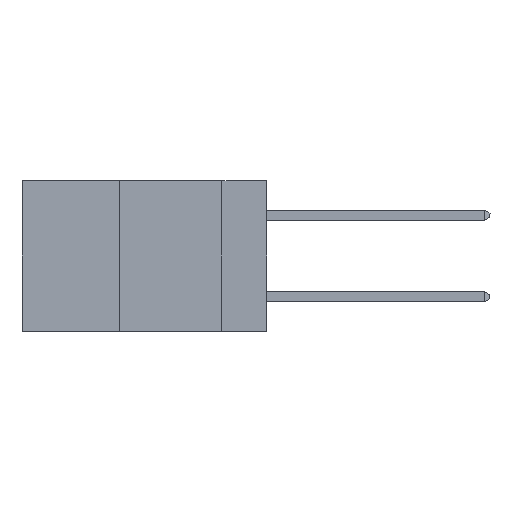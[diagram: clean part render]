
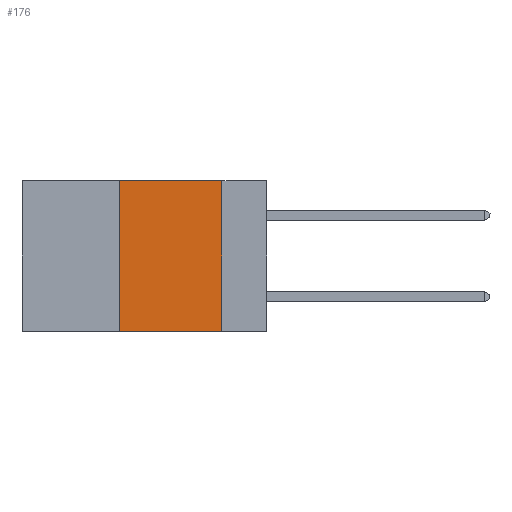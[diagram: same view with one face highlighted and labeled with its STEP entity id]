
A CAD part, left-side view. The second image highlights one B-rep face of the part: STEP entity #176.
In plain terms, the highlighted planar face has unit normal (-1, 0, 0).
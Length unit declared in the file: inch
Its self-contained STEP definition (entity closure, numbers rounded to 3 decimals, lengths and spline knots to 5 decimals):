
#176 = ADVANCED_FACE ( 'NONE', ( #5969 ), #8695, .F. ) ;
#332 = LINE ( 'NONE', #7188, #9924 ) ;
#960 = VERTEX_POINT ( 'NONE', #6044 ) ;
#984 = VECTOR ( 'NONE', #1760, 39.37008 ) ;
#1186 = DIRECTION ( 'NONE',  ( 0., 0., -1. ) ) ;
#1424 = ORIENTED_EDGE ( 'NONE', *, *, #4581, .T. ) ;
#1581 = EDGE_LOOP ( 'NONE', ( #10017, #6069, #8296, #1424 ) ) ;
#1760 = DIRECTION ( 'NONE',  ( 0., 0., -1. ) ) ;
#2365 = AXIS2_PLACEMENT_3D ( 'NONE', #3373, #10267, #1186 ) ;
#2584 = CARTESIAN_POINT ( 'NONE',  ( 0., 0.36, -0.37 ) ) ;
#3161 = VERTEX_POINT ( 'NONE', #3708 ) ;
#3373 = CARTESIAN_POINT ( 'NONE',  ( 0., 0.6, 0. ) ) ;
#3708 = CARTESIAN_POINT ( 'NONE',  ( 0., 0.11, 0. ) ) ;
#4231 = EDGE_CURVE ( 'NONE', #960, #3161, #7033, .T. ) ;
#4563 = EDGE_CURVE ( 'NONE', #3161, #8980, #10439, .T. ) ;
#4579 = EDGE_CURVE ( 'NONE', #11438, #960, #332, .T. ) ;
#4581 = EDGE_CURVE ( 'NONE', #11438, #8980, #9655, .T. ) ;
#5168 = VECTOR ( 'NONE', #9729, 39.37008 ) ;
#5969 = FACE_OUTER_BOUND ( 'NONE', #1581, .T. ) ;
#6044 = CARTESIAN_POINT ( 'NONE',  ( 0., 0.36, 0. ) ) ;
#6069 = ORIENTED_EDGE ( 'NONE', *, *, #4231, .F. ) ;
#6182 = CARTESIAN_POINT ( 'NONE',  ( 0., 0.11, -0.37 ) ) ;
#6783 = VECTOR ( 'NONE', #8032, 39.37008 ) ;
#7033 = LINE ( 'NONE', #10580, #6783 ) ;
#7145 = CARTESIAN_POINT ( 'NONE',  ( 0., 0.11, 0. ) ) ;
#7188 = CARTESIAN_POINT ( 'NONE',  ( 0., 0.36, 0. ) ) ;
#8032 = DIRECTION ( 'NONE',  ( 0., -1., 0. ) ) ;
#8296 = ORIENTED_EDGE ( 'NONE', *, *, #4579, .F. ) ;
#8695 = PLANE ( 'NONE',  #2365 ) ;
#8871 = CARTESIAN_POINT ( 'NONE',  ( 0., 0.6, -0.37 ) ) ;
#8980 = VERTEX_POINT ( 'NONE', #6182 ) ;
#9655 = LINE ( 'NONE', #8871, #5168 ) ;
#9729 = DIRECTION ( 'NONE',  ( 0., -1., 0. ) ) ;
#9924 = VECTOR ( 'NONE', #11323, 39.37008 ) ;
#10017 = ORIENTED_EDGE ( 'NONE', *, *, #4563, .F. ) ;
#10267 = DIRECTION ( 'NONE',  ( 1., 0., 0. ) ) ;
#10439 = LINE ( 'NONE', #7145, #984 ) ;
#10580 = CARTESIAN_POINT ( 'NONE',  ( 0., 0.6, 0. ) ) ;
#11323 = DIRECTION ( 'NONE',  ( 0., 0., 1. ) ) ;
#11438 = VERTEX_POINT ( 'NONE', #2584 ) ;
